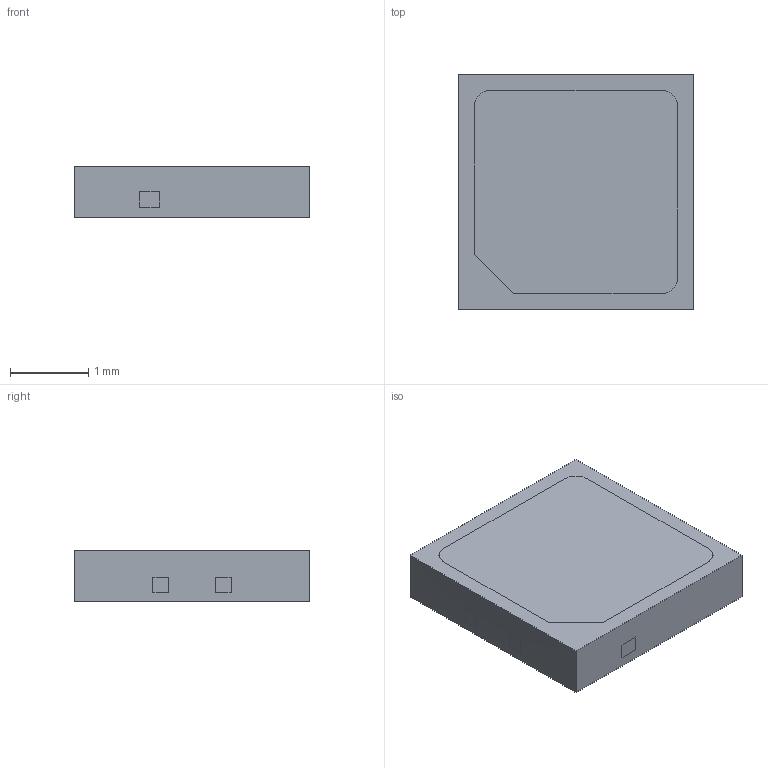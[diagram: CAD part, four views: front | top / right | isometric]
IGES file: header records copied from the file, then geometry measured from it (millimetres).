
Start section: SolidWorks IGES file using analytic representation for surfaces
Global section: file name: SE-KSE077681 NFSW757G-P5V1 3D Data.IGS; native system: SolidWorks 2018; preprocessor: SolidWorks 2018; author: MHatta; date: 200522.115025; units: inch
Bounding box: 3 x 3 x 0.65 mm (x, y, z)
Surface area: 40 mm2 (no closed solid volume)
Topology: 0 solids, 0 shells, 33 faces, 252 edges, 252 vertices
Faces by surface type: bspline 33
